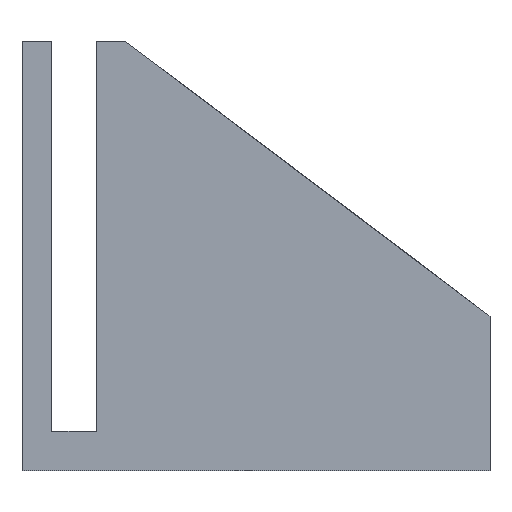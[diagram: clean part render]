
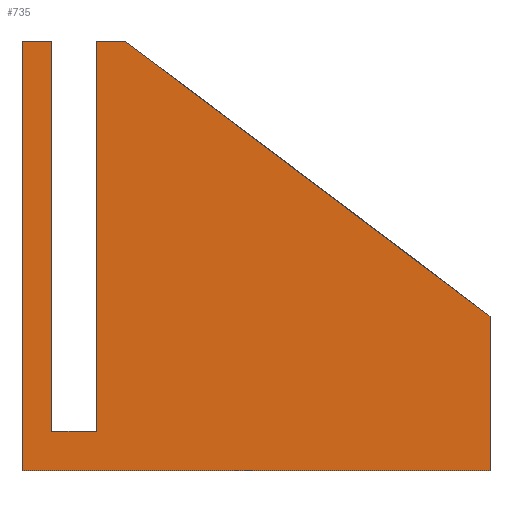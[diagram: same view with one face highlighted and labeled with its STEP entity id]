
A CAD part, front view. The second image highlights one B-rep face of the part: STEP entity #735.
In plain terms, the highlighted planar face has unit normal (0, -1, 0).
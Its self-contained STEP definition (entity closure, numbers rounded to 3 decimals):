
#150=FACE_OUTER_BOUND('',#224,.T.);
#224=EDGE_LOOP('',(#639,#640,#641,#642,#643,#644,#645,#646,#647));
#229=LINE('',#1095,#277);
#231=LINE('',#1101,#279);
#234=LINE('',#1106,#282);
#236=LINE('',#1110,#284);
#241=LINE('',#1119,#289);
#247=LINE('',#1165,#295);
#249=LINE('',#1168,#297);
#271=LINE('',#1285,#319);
#273=LINE('',#1288,#321);
#277=VECTOR('',#853,10.);
#279=VECTOR('',#857,10.);
#282=VECTOR('',#862,10.);
#284=VECTOR('',#866,10.);
#289=VECTOR('',#873,10.);
#295=VECTOR('',#927,10.);
#297=VECTOR('',#931,10.);
#319=VECTOR('',#1079,10.);
#321=VECTOR('',#1083,10.);
#323=VERTEX_POINT('',#1089);
#325=VERTEX_POINT('',#1093);
#326=VERTEX_POINT('',#1097);
#328=VERTEX_POINT('',#1100);
#330=VERTEX_POINT('',#1109);
#333=VERTEX_POINT('',#1117);
#348=VERTEX_POINT('',#1162);
#349=VERTEX_POINT('',#1164);
#381=VERTEX_POINT('',#1284);
#385=EDGE_CURVE('',#323,#325,#229,.T.);
#387=EDGE_CURVE('',#328,#326,#231,.T.);
#390=EDGE_CURVE('',#325,#328,#234,.T.);
#392=EDGE_CURVE('',#330,#323,#236,.T.);
#397=EDGE_CURVE('',#326,#333,#241,.T.);
#414=EDGE_CURVE('',#349,#348,#247,.T.);
#416=EDGE_CURVE('',#330,#348,#249,.T.);
#469=EDGE_CURVE('',#349,#381,#271,.T.);
#471=EDGE_CURVE('',#381,#333,#273,.T.);
#639=ORIENTED_EDGE('',*,*,#387,.T.);
#640=ORIENTED_EDGE('',*,*,#397,.T.);
#641=ORIENTED_EDGE('',*,*,#471,.F.);
#642=ORIENTED_EDGE('',*,*,#469,.F.);
#643=ORIENTED_EDGE('',*,*,#414,.T.);
#644=ORIENTED_EDGE('',*,*,#416,.F.);
#645=ORIENTED_EDGE('',*,*,#392,.T.);
#646=ORIENTED_EDGE('',*,*,#385,.T.);
#647=ORIENTED_EDGE('',*,*,#390,.T.);
#682=PLANE('',#844);
#735=ADVANCED_FACE('',(#150),#682,.T.);
#844=AXIS2_PLACEMENT_3D('',#1287,#1081,#1082);
#853=DIRECTION('',(0.,0.,-1.));
#857=DIRECTION('',(0.,0.,1.));
#862=DIRECTION('',(-1.,0.,0.));
#866=DIRECTION('',(-1.,0.,0.));
#873=DIRECTION('',(-1.,0.,0.));
#927=DIRECTION('',(0.,0.,1.));
#931=DIRECTION('',(0.799,0.,-0.602));
#1079=DIRECTION('',(-1.,0.,0.));
#1081=DIRECTION('center_axis',(0.,-1.,0.));
#1082=DIRECTION('ref_axis',(1.,0.,0.));
#1083=DIRECTION('',(0.,0.,1.));
#1089=CARTESIAN_POINT('',(-50.457,0.,50.));
#1093=CARTESIAN_POINT('',(-50.457,0.,0.));
#1095=CARTESIAN_POINT('',(-50.457,0.,25.));
#1097=CARTESIAN_POINT('',(-56.188,0.,50.));
#1100=CARTESIAN_POINT('',(-56.188,0.,0.));
#1101=CARTESIAN_POINT('',(-56.188,0.,25.));
#1106=CARTESIAN_POINT('',(-56.661,0.,0.));
#1109=CARTESIAN_POINT('',(-46.73,0.,50.));
#1110=CARTESIAN_POINT('',(-47.5,0.,50.));
#1117=CARTESIAN_POINT('',(-60.,0.,50.));
#1119=CARTESIAN_POINT('',(-47.5,0.,50.));
#1162=CARTESIAN_POINT('',(0.,0.,14.787));
#1164=CARTESIAN_POINT('',(0.,0.,-5.));
#1165=CARTESIAN_POINT('',(0.,0.,0.));
#1168=CARTESIAN_POINT('',(-33.602,0.,40.107));
#1284=CARTESIAN_POINT('',(-60.,0.,-5.));
#1285=CARTESIAN_POINT('',(0.,0.,-5.));
#1287=CARTESIAN_POINT('Origin',(-60.,0.,0.));
#1288=CARTESIAN_POINT('',(-60.,0.,0.));
